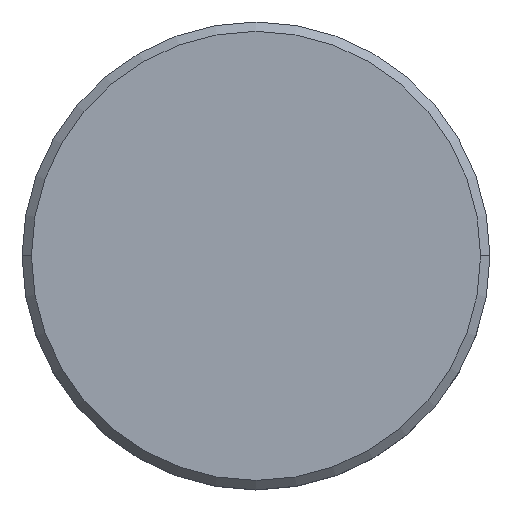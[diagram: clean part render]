
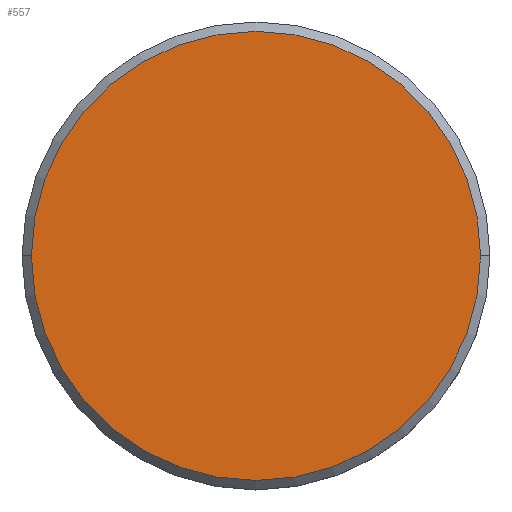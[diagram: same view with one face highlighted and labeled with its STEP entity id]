
A CAD part, top view. The second image highlights one B-rep face of the part: STEP entity #557.
In plain terms, the highlighted planar face has unit normal (0, 0, 1).
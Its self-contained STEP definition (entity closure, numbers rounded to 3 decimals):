
#66 = AXIS2_PLACEMENT_3D ( 'NONE', #431, #246, #979 ) ;
#150 = EDGE_CURVE ( 'NONE', #929, #438, #312, .T. ) ;
#161 = CARTESIAN_POINT ( 'NONE',  ( 0., 0., 0. ) ) ;
#164 = DIRECTION ( 'NONE',  ( 1., 0., 0. ) ) ;
#246 = DIRECTION ( 'NONE',  ( 0., 0., 1. ) ) ;
#269 = DIRECTION ( 'NONE',  ( 0., 0., 1. ) ) ;
#312 = CIRCLE ( 'NONE', #66, 12. ) ;
#431 = CARTESIAN_POINT ( 'NONE',  ( 0., 0., 0. ) ) ;
#438 = VERTEX_POINT ( 'NONE', #599 ) ;
#442 = CARTESIAN_POINT ( 'NONE',  ( 0., 0., 0. ) ) ;
#449 = PLANE ( 'NONE',  #608 ) ;
#470 = ORIENTED_EDGE ( 'NONE', *, *, #150, .T. ) ;
#541 = DIRECTION ( 'NONE',  ( 0., 0., 1. ) ) ;
#557 = ADVANCED_FACE ( 'NONE', ( #912 ), #449, .T. ) ;
#599 = CARTESIAN_POINT ( 'NONE',  ( -12., 0., 0. ) ) ;
#608 = AXIS2_PLACEMENT_3D ( 'NONE', #442, #269, #164 ) ;
#610 = AXIS2_PLACEMENT_3D ( 'NONE', #161, #541, #1181 ) ;
#722 = ORIENTED_EDGE ( 'NONE', *, *, #901, .T. ) ;
#793 = CARTESIAN_POINT ( 'NONE',  ( 12., 0., 0. ) ) ;
#848 = EDGE_LOOP ( 'NONE', ( #722, #470 ) ) ;
#901 = EDGE_CURVE ( 'NONE', #438, #929, #1112, .T. ) ;
#912 = FACE_OUTER_BOUND ( 'NONE', #848, .T. ) ;
#929 = VERTEX_POINT ( 'NONE', #793 ) ;
#979 = DIRECTION ( 'NONE',  ( 1., 0., 0. ) ) ;
#1112 = CIRCLE ( 'NONE', #610, 12. ) ;
#1181 = DIRECTION ( 'NONE',  ( 1., 0., 0. ) ) ;
